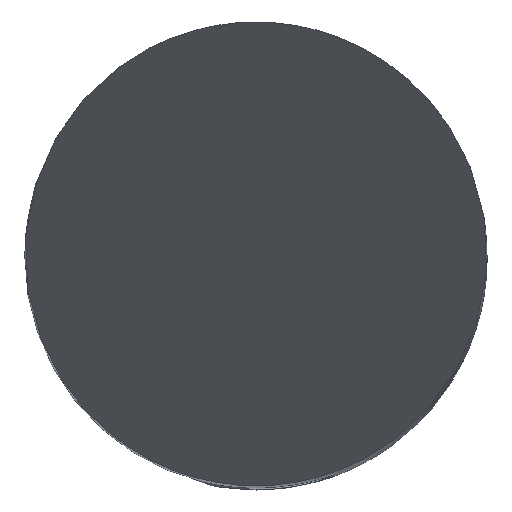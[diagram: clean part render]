
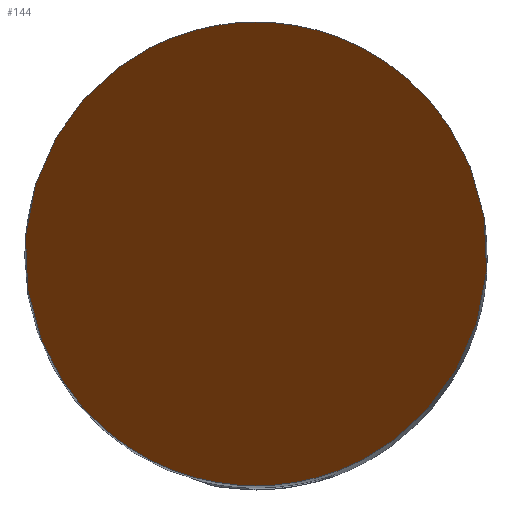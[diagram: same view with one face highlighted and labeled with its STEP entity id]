
A CAD part, top view. The second image highlights one B-rep face of the part: STEP entity #144.
In plain terms, the highlighted planar face has unit normal (0, -0.866, 0.5).
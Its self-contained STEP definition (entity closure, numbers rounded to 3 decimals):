
#55=PLANE('',#731);
#144=ADVANCED_FACE('',(#185),#55,.F.);
#185=FACE_OUTER_BOUND('',#222,.T.);
#222=EDGE_LOOP('',(#366,#367));
#366=ORIENTED_EDGE('',*,*,#557,.F.);
#367=ORIENTED_EDGE('',*,*,#562,.F.);
#492=VERTEX_POINT('',#985);
#493=VERTEX_POINT('',#986);
#557=EDGE_CURVE('',#492,#493,#673,.T.);
#562=EDGE_CURVE('',#493,#492,#674,.T.);
#673=(
BOUNDED_CURVE()
B_SPLINE_CURVE(3,(#981,#982,#983,#984),.UNSPECIFIED.,.F.,.F.)
B_SPLINE_CURVE_WITH_KNOTS((4,4),(0.,1.),.UNSPECIFIED.)
CURVE()
GEOMETRIC_REPRESENTATION_ITEM()
RATIONAL_B_SPLINE_CURVE((1.,0.333,0.333,1.))
REPRESENTATION_ITEM('')
);
#674=(
BOUNDED_CURVE()
B_SPLINE_CURVE(3,(#997,#998,#999,#1000),.UNSPECIFIED.,.F.,.F.)
B_SPLINE_CURVE_WITH_KNOTS((4,4),(0.,1.),.UNSPECIFIED.)
CURVE()
GEOMETRIC_REPRESENTATION_ITEM()
RATIONAL_B_SPLINE_CURVE((1.,0.333,0.333,1.))
REPRESENTATION_ITEM('')
);
#731=AXIS2_PLACEMENT_3D('',#1188,#826,#827);
#826=DIRECTION('',(0.,0.866,-0.5));
#827=DIRECTION('',(0.,-0.5,-0.866));
#981=CARTESIAN_POINT('',(0.,-3.,-5.196));
#982=CARTESIAN_POINT('',(-6.,-3.,-5.196));
#983=CARTESIAN_POINT('',(-6.,3.,5.196));
#984=CARTESIAN_POINT('',(0.,3.,5.196));
#985=CARTESIAN_POINT('',(0.,-3.,-5.196));
#986=CARTESIAN_POINT('',(0.,3.,5.196));
#997=CARTESIAN_POINT('',(0.,3.,5.196));
#998=CARTESIAN_POINT('',(6.,3.,5.196));
#999=CARTESIAN_POINT('',(6.,-3.,-5.196));
#1000=CARTESIAN_POINT('',(0.,-3.,-5.196));
#1188=CARTESIAN_POINT('',(3.,-3.,-5.196));
